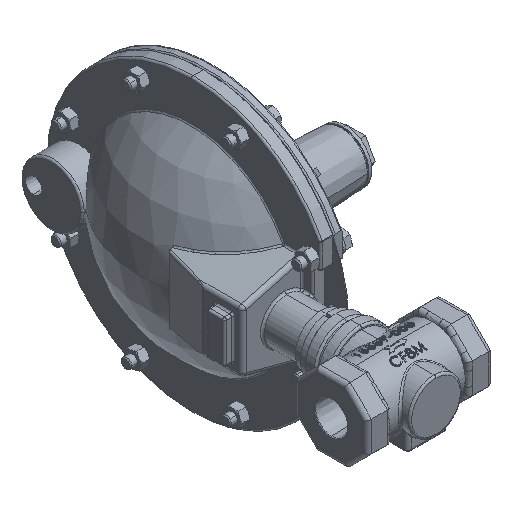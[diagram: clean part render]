
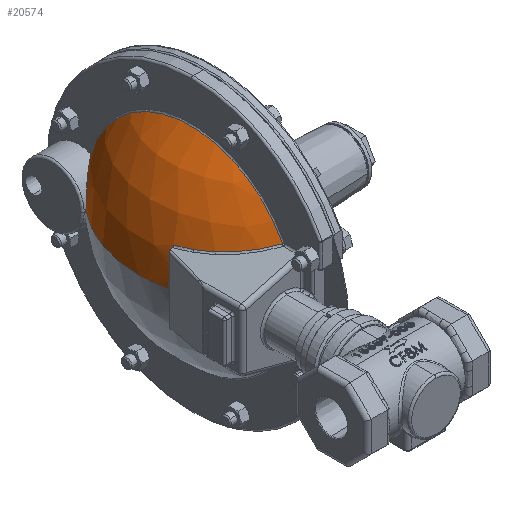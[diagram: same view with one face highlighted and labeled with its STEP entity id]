
A CAD part, isometric view. The second image highlights one B-rep face of the part: STEP entity #20574.
In plain terms, the highlighted spherical face has radius 101.6 mm.
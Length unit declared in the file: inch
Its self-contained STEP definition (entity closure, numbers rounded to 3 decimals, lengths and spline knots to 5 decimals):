
#355 = CARTESIAN_POINT ( 'NONE',  ( 0.58459, 8.22012, 2.56287 ) ) ;
#816 = CIRCLE ( 'NONE', #23566, 3.90973 ) ;
#990 = DIRECTION ( 'NONE',  ( 0., 0., -1. ) ) ;
#1073 = DIRECTION ( 'NONE',  ( 0., 0., -1. ) ) ;
#2110 = DIRECTION ( 'NONE',  ( 0., -1., 0. ) ) ;
#3938 = CARTESIAN_POINT ( 'NONE',  ( 1.76474, 11.90331, 3.26631 ) ) ;
#4154 = CARTESIAN_POINT ( 'NONE',  ( 1.43412, 11.62799, 2.82181 ) ) ;
#4338 = DIRECTION ( 'NONE',  ( 0., 0., -1. ) ) ;
#4528 = AXIS2_PLACEMENT_3D ( 'NONE', #33614, #6490, #38195 ) ;
#5595 = CIRCLE ( 'NONE', #6336, 3.44666 ) ;
#6290 = ORIENTED_EDGE ( 'NONE', *, *, #38823, .T. ) ;
#6336 = AXIS2_PLACEMENT_3D ( 'NONE', #34315, #7205, #38894 ) ;
#6490 = DIRECTION ( 'NONE',  ( 0., 0., 1. ) ) ;
#7205 = DIRECTION ( 'NONE',  ( -0.259, 0., 0.966 ) ) ;
#8439 = CIRCLE ( 'NONE', #27111, 3.20295 ) ;
#8553 = CARTESIAN_POINT ( 'NONE',  ( 1.68949, 11.84357, 3.20807 ) ) ;
#8742 = CARTESIAN_POINT ( 'NONE',  ( 1.41554, 11.61159, 2.75618 ) ) ;
#9201 = ORIENTED_EDGE ( 'NONE', *, *, #15116, .F. ) ;
#13091 = CARTESIAN_POINT ( 'NONE',  ( 1.60464, 11.77393, 3.12223 ) ) ;
#13293 = CARTESIAN_POINT ( 'NONE',  ( 1.40061, 11.59834, 2.67492 ) ) ;
#15106 = VERTEX_POINT ( 'NONE', #37126 ) ;
#15116 = EDGE_CURVE ( 'NONE', #47625, #20797, #31805, .T. ) ;
#15287 = CARTESIAN_POINT ( 'NONE',  ( 2.09826, 6.21402, 4.02237 ) ) ;
#16079 = EDGE_CURVE ( 'NONE', #27655, #27348, #50369, .T. ) ;
#17639 = CARTESIAN_POINT ( 'NONE',  ( 1.55808, 11.73491, 3.06433 ) ) ;
#17841 = CARTESIAN_POINT ( 'NONE',  ( 1.39538, 11.59368, 2.61908 ) ) ;
#17850 = EDGE_CURVE ( 'NONE', #28103, #15106, #8439, .T. ) ;
#19573 = SPHERICAL_SURFACE ( 'NONE', #51569, 4. ) ;
#20505 = ORIENTED_EDGE ( 'NONE', *, *, #27247, .F. ) ;
#20574 = ADVANCED_FACE ( 'NONE', ( #40868 ), #19573, .T. ) ;
#20797 = VERTEX_POINT ( 'NONE', #55104 ) ;
#21214 = DIRECTION ( 'NONE',  ( -1., 0., 0. ) ) ;
#22209 = CARTESIAN_POINT ( 'NONE',  ( 1.5018, 11.687, 2.9796 ) ) ;
#22395 = CARTESIAN_POINT ( 'NONE',  ( 1.39363, 11.59212, 2.57687 ) ) ;
#22667 = ORIENTED_EDGE ( 'NONE', *, *, #35125, .F. ) ;
#23566 = AXIS2_PLACEMENT_3D ( 'NONE', #29218, #2110, #33781 ) ;
#26533 = CARTESIAN_POINT ( 'NONE',  ( 1.92373, 12.02536, 3.36375 ) ) ;
#26722 = CARTESIAN_POINT ( 'NONE',  ( 4.49432, 9.06512, 2.56287 ) ) ;
#26743 = CARTESIAN_POINT ( 'NONE',  ( 1.45231, 11.64395, 2.87266 ) ) ;
#27111 = AXIS2_PLACEMENT_3D ( 'NONE', #48415, #21214, #52992 ) ;
#27247 = EDGE_CURVE ( 'NONE', #20797, #56626, #816, .T. ) ;
#27348 = VERTEX_POINT ( 'NONE', #30408 ) ;
#27655 = VERTEX_POINT ( 'NONE', #37285 ) ;
#28103 = VERTEX_POINT ( 'NONE', #15287 ) ;
#28142 = CARTESIAN_POINT ( 'NONE',  ( 4.49432, 9.06512, 2.56287 ) ) ;
#28226 = DIRECTION ( 'NONE',  ( 0., -1., 0. ) ) ;
#28810 = EDGE_CURVE ( 'NONE', #15106, #27655, #48682, .T. ) ;
#29218 = CARTESIAN_POINT ( 'NONE',  ( 4.49432, 8.22012, 2.56287 ) ) ;
#30408 = CARTESIAN_POINT ( 'NONE',  ( 0.49432, 9.06512, 2.56287 ) ) ;
#31090 = CARTESIAN_POINT ( 'NONE',  ( 1.80362, 11.93362, 3.29269 ) ) ;
#31288 = CARTESIAN_POINT ( 'NONE',  ( 1.43841, 11.63176, 2.83478 ) ) ;
#31805 = CIRCLE ( 'NONE', #58017, 3.90973 ) ;
#32688 = DIRECTION ( 'NONE',  ( 0., 1., 0. ) ) ;
#33614 = CARTESIAN_POINT ( 'NONE',  ( 4.49432, 9.06512, 2.56287 ) ) ;
#33781 = DIRECTION ( 'NONE',  ( 0., 0., -1. ) ) ;
#34315 = CARTESIAN_POINT ( 'NONE',  ( 3.96894, 9.06512, 4.52361 ) ) ;
#35125 = EDGE_CURVE ( 'NONE', #56626, #27348, #40796, .T. ) ;
#35648 = CARTESIAN_POINT ( 'NONE',  ( 1.74556, 11.8882, 3.25231 ) ) ;
#35841 = CARTESIAN_POINT ( 'NONE',  ( 1.42222, 11.61751, 2.78269 ) ) ;
#36023 = DIRECTION ( 'NONE',  ( 0., 1., 0. ) ) ;
#37126 = CARTESIAN_POINT ( 'NONE',  ( 2.09826, 12.14909, 3.42775 ) ) ;
#37285 = CARTESIAN_POINT ( 'NONE',  ( 1.39363, 11.59212, 2.56287 ) ) ;
#38195 = DIRECTION ( 'NONE',  ( 1., 0., 0. ) ) ;
#38823 = EDGE_CURVE ( 'NONE', #47625, #28103, #5595, .T. ) ;
#38894 = DIRECTION ( 'NONE',  ( 0.966, 0., 0.259 ) ) ;
#39475 = ORIENTED_EDGE ( 'NONE', *, *, #28810, .T. ) ;
#40003 = CARTESIAN_POINT ( 'NONE',  ( 2.09826, 12.14909, 3.42775 ) ) ;
#40206 = CARTESIAN_POINT ( 'NONE',  ( 1.65418, 11.81486, 3.17574 ) ) ;
#40409 = CARTESIAN_POINT ( 'NONE',  ( 1.40474, 11.60201, 2.7023 ) ) ;
#40796 = CIRCLE ( 'NONE', #53064, 4. ) ;
#40868 = FACE_OUTER_BOUND ( 'NONE', #55815, .T. ) ;
#44812 = CARTESIAN_POINT ( 'NONE',  ( 1.58871, 11.76064, 3.10356 ) ) ;
#45005 = CARTESIAN_POINT ( 'NONE',  ( 1.39644, 11.59462, 2.63316 ) ) ;
#45706 = ORIENTED_EDGE ( 'NONE', *, *, #17850, .T. ) ;
#47625 = VERTEX_POINT ( 'NONE', #55848 ) ;
#48415 = CARTESIAN_POINT ( 'NONE',  ( 2.09826, 9.06512, 2.56287 ) ) ;
#48682 = B_SPLINE_CURVE_WITH_KNOTS ( 'NONE', 3,
 ( #40003, #53778, #26533, #58320, #31090, #3938, #35648, #8553, #40206, #13091, #44812, #17639, #49384, #22209, #53971, #26743, #58519, #31288, #4154, #35841, #8742, #40409, #13293, #45005, #17841, #49595, #22395, #54167 ),
 .UNSPECIFIED., .F., .F.,
 ( 4, 2, 2, 2, 2, 2, 2, 2, 2, 2, 2, 2, 2, 4 ),
 ( 0., 0.00847, 0.01059, 0.01271, 0.01694, 0.01906, 0.02118, 0.02541, 0.02647, 0.02753, 0.02965, 0.03176, 0.03282, 0.03388 ),
 .UNSPECIFIED. ) ;
#49384 = CARTESIAN_POINT ( 'NONE',  ( 1.54332, 11.72241, 3.04368 ) ) ;
#49595 = CARTESIAN_POINT ( 'NONE',  ( 1.39398, 11.59243, 2.59091 ) ) ;
#50369 = CIRCLE ( 'NONE', #4528, 4. ) ;
#51569 = AXIS2_PLACEMENT_3D ( 'NONE', #26722, #4338, #36023 ) ;
#52714 = ORIENTED_EDGE ( 'NONE', *, *, #16079, .T. ) ;
#52992 = DIRECTION ( 'NONE',  ( 0., 0., -1. ) ) ;
#53064 = AXIS2_PLACEMENT_3D ( 'NONE', #28142, #990, #32688 ) ;
#53778 = CARTESIAN_POINT ( 'NONE',  ( 2.00882, 12.08745, 3.39975 ) ) ;
#53971 = CARTESIAN_POINT ( 'NONE',  ( 1.4776, 11.66605, 2.93397 ) ) ;
#54167 = CARTESIAN_POINT ( 'NONE',  ( 1.39363, 11.59212, 2.56287 ) ) ;
#55104 = CARTESIAN_POINT ( 'NONE',  ( 0.63053, 8.22012, 3.16046 ) ) ;
#55455 = CARTESIAN_POINT ( 'NONE',  ( 4.49432, 8.22012, 2.56287 ) ) ;
#55815 = EDGE_LOOP ( 'NONE', ( #22667, #20505, #9201, #6290, #45706, #39475, #52714 ) ) ;
#55848 = CARTESIAN_POINT ( 'NONE',  ( 0.74133, 8.22012, 3.65878 ) ) ;
#56626 = VERTEX_POINT ( 'NONE', #355 ) ;
#58017 = AXIS2_PLACEMENT_3D ( 'NONE', #55455, #28226, #1073 ) ;
#58320 = CARTESIAN_POINT ( 'NONE',  ( 1.82339, 11.94886, 3.30511 ) ) ;
#58519 = CARTESIAN_POINT ( 'NONE',  ( 1.4475, 11.63974, 2.86019 ) ) ;
